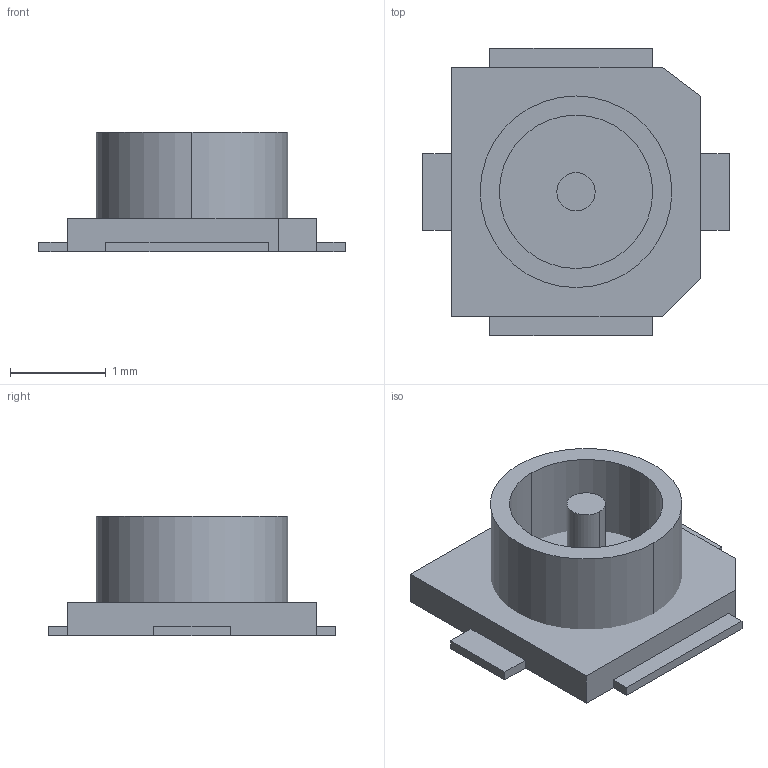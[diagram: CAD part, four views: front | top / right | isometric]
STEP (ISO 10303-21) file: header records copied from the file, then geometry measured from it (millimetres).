
FILE_DESCRIPTION(('FreeCAD Model'),'2;1');
FILE_NAME('1102502.1.1.stp','2020-04-16T16:41:17',( 'Author'),(''),'Open CASCADE STEP processor 6.9','FreeCAD','Unknown' );
FILE_SCHEMA(('AUTOMOTIVE_DESIGN { 1 0 10303 214 1 1 1 1 }'));
Length unit declared in the file: millimetre
Products named in the file (8): ASSEMBLY; Rect1; Rect2; Rect3; Rect4; Pad0; Pad3; middle
Assembly tree (7 placements, depth 2):
  ASSEMBLY
    Rect1
    Rect2
    Rect3
    Rect4
    Pad0
    Pad3
    middle
Bounding box: 3.2 x 3 x 1.25 mm (x, y, z)
Volume: 4 mm3; surface area: 38.3 mm2
Topology: 7 solids, 7 shells, 42 faces, 84 edges, 56 vertices
Faces by surface type: plane 36, cylinder 6
Entity records: 2379 total; most frequent: CARTESIAN_POINT 370, DIRECTION 362, LINE 228, VECTOR 228, ORIENTED_EDGE 168, PCURVE 168, DEFINITIONAL_REPRESENTATION 168, EDGE_CURVE 84
